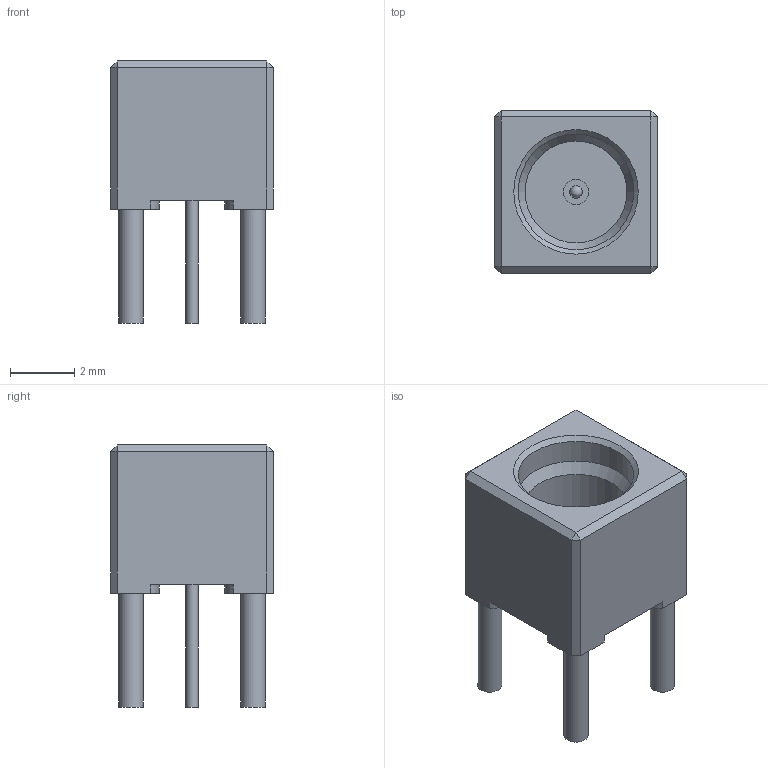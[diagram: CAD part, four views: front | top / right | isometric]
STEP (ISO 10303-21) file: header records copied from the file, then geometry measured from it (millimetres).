
FILE_DESCRIPTION (( 'STEP AP203' ), '1' );
FILE_NAME ('SC5329_3D.step', '2020-09-04T19:14:43', ( '' ), ( '' ), 'SwSTEP 2.0', 'SolidWorks 2018', '' );
FILE_SCHEMA (( 'CONFIG_CONTROL_DESIGN' ));
Length unit declared in the file: inch
Products named in the file (1): SC5329_3D
Bounding box: 5.08 x 5.08 x 8.18 mm (x, y, z)
Volume: 95.5 mm3; surface area: 211.8 mm2
Topology: 1 solids, 1 shells, 49 faces, 100 edges, 61 vertices
Faces by surface type: plane 31, cylinder 15, cone 2, sphere 1
Full cylindrical faces by diameter (mm): 0.381 x2, 0.762 x4, 0.786 x1, 1.651 x1, 3.048 x1, 3.175 x1, 3.607 x1
Entity records: 1255 total; most frequent: DIRECTION 214, CARTESIAN_POINT 192, ORIENTED_EDGE 166, EDGE_CURVE 83, AXIS2_PLACEMENT_3D 81, EDGE_LOOP 72, FACE_OUTER_BOUND 60, VERTEX_POINT 59
